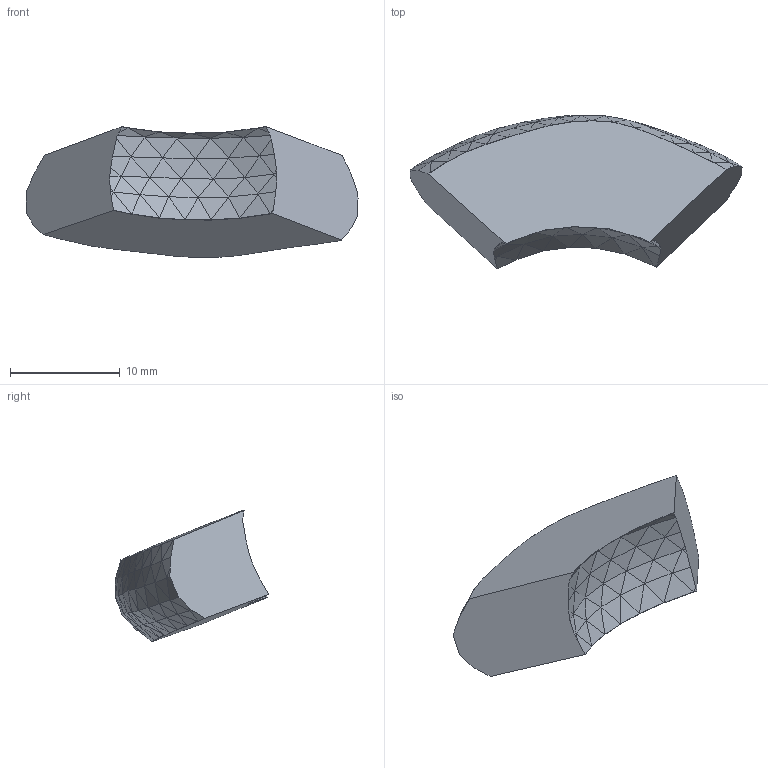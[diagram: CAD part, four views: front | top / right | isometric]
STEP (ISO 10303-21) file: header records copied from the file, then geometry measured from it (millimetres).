
FILE_DESCRIPTION(/* description */ (''),/* implementation_level */ '2;1');
FILE_NAME(/* name */ 'IVD4_Z1.step',/* time_stamp */ '2024-06-23T10:18:06-04:00',/* author */ (''),/* organization */ (''),/* preprocessor_version */ 'ST-DEVELOPER v20',/* originating_system */ 'Autodesk Translation Framework v13.14.0.145',/* authorisation */ '');
FILE_SCHEMA (('AUTOMOTIVE_DESIGN { 1 0 10303 214 3 1 1 }'));
Length unit declared in the file: millimetre
Products named in the file (1): IVD4_Z1
Bounding box: 30.32 x 14.06 x 11.97 mm (x, y, z)
Volume: 1887.7 mm3; surface area: 996.3 mm2
Topology: 1 solids, 1 shells, 313 faces, 608 edges, 297 vertices
Faces by surface type: plane 313
Entity records: 7395 total; most frequent: DIRECTION 1236, CARTESIAN_POINT 1219, ORIENTED_EDGE 1216, LINE 608, VECTOR 608, EDGE_CURVE 608, AXIS2_PLACEMENT_3D 314, FACE_OUTER_BOUND 313
